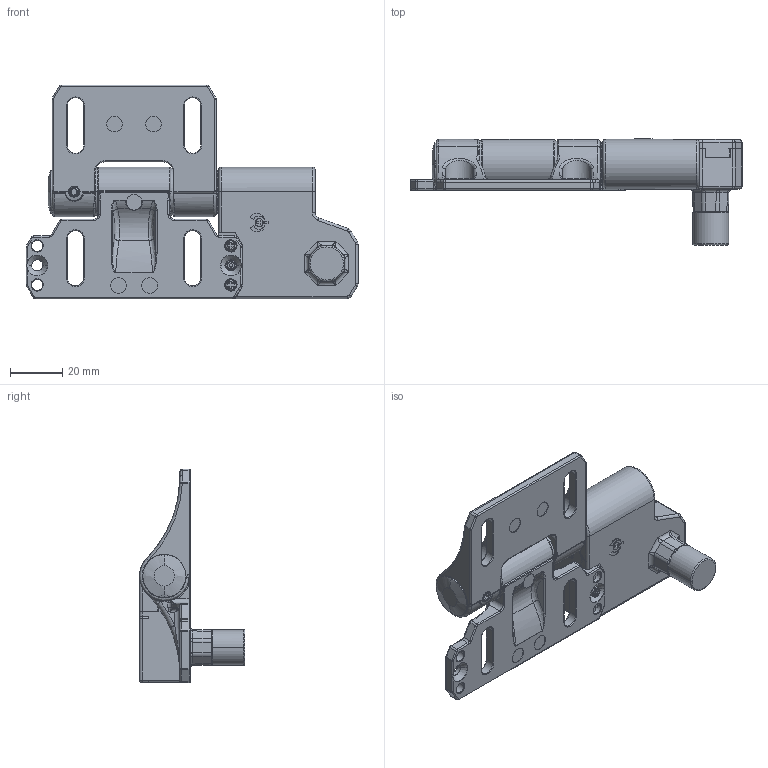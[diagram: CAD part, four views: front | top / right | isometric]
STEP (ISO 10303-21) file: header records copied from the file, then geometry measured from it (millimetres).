
FILE_DESCRIPTION((''),'2;1');
FILE_NAME('192575_ASM','2016-01-20T',('pdmadmin'),(''),'PRO/ENGINEER BY PARAMETRIC TECHNOLOGY CORPORATION, 2013230','PRO/ENGINEER BY PARAMETRIC TECHNOLOGY CORPORATION, 2013230','');
FILE_SCHEMA(('CONFIG_CONTROL_DESIGN'));
Length unit declared in the file: millimetre
Products named in the file (10): MANIFOLD_SOLID_BREP_14820; MANIFOLD_SOLID_BREP_34326; 6119490021_1_ASM; 25581---SI-HGZ63A_ASM; MANIFOLD_SOLID_BREP_109315_AF0; MANIFOLD_SOLID_BREP_109772; 6019390036_SW0002_1_AF0_ASM; SI-HG63FQDRR_PART_3_ASM; 25584---SI-HG63FQDRR_ASM; 192575_ASM
Assembly tree (9 placements, depth 5):
  192575_ASM
    25584---SI-HG63FQDRR_ASM
      25581---SI-HGZ63A_ASM
        6119490021_1_ASM
          MANIFOLD_SOLID_BREP_14820
          MANIFOLD_SOLID_BREP_34326
      SI-HG63FQDRR_PART_3_ASM
        6019390036_SW0002_1_AF0_ASM
          MANIFOLD_SOLID_BREP_109315_AF0
          MANIFOLD_SOLID_BREP_109772
Bounding box: 127.5 x 40.7 x 82.1 mm (x, y, z)
Volume: 56773.4 mm3; surface area: 42111.6 mm2
Topology: 4 solids, 4 shells, 2360 faces, 6190 edges, 3849 vertices
Faces by surface type: plane 932, cylinder 848, bspline 237, torus 222, cone 62, sphere 59
Entity records: 84222 total; most frequent: CARTESIAN_POINT 26337, ORIENTED_EDGE 12264, DIRECTION 12191, EDGE_CURVE 6132, AXIS2_PLACEMENT_3D 4562, VERTEX_POINT 3849, VECTOR 3067, LINE 3067
